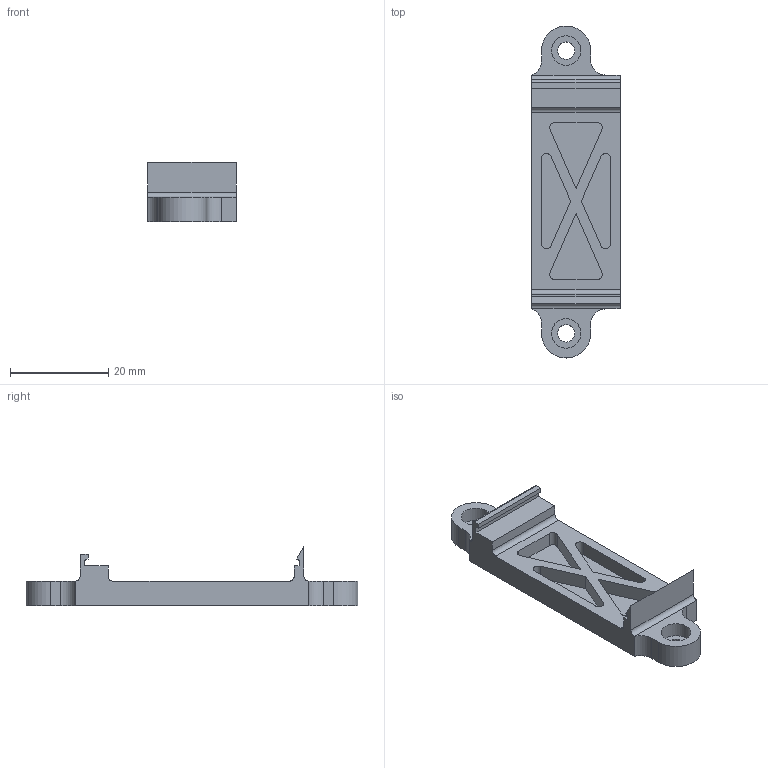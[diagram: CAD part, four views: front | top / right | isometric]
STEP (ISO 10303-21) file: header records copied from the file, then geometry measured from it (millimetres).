
FILE_DESCRIPTION(/* description */ (''),/* implementation_level */ '2;1');
FILE_NAME(/* name */ 'relay_support.step',/* time_stamp */ '2022-10-20T15:30:02-03:00',/* author */ (''),/* organization */ (''),/* preprocessor_version */ 'ST-DEVELOPER v19',/* originating_system */ 'Autodesk Translation Framework v11.7.0.108',/* authorisation */ '');
FILE_SCHEMA (('AUTOMOTIVE_DESIGN { 1 0 10303 214 3 1 1 }'));
Length unit declared in the file: millimetre
Products named in the file (1): Suporte Relé
Bounding box: 18 x 67.6 x 12.1 mm (x, y, z)
Volume: 4658.4 mm3; surface area: 3982.6 mm2
Topology: 1 solids, 1 shells, 68 faces, 176 edges, 116 vertices
Faces by surface type: plane 43, cylinder 25
Full cylindrical faces by diameter (mm): 3.5 x2, 6 x2
Entity records: 2119 total; most frequent: DIRECTION 364, CARTESIAN_POINT 361, ORIENTED_EDGE 352, EDGE_CURVE 176, LINE 126, VECTOR 126, AXIS2_PLACEMENT_3D 119, VERTEX_POINT 116
